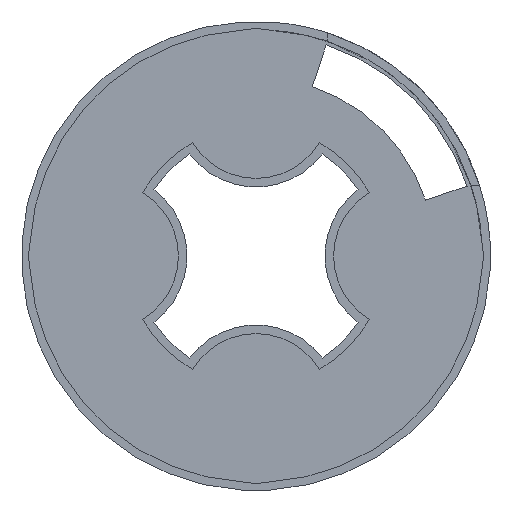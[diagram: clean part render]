
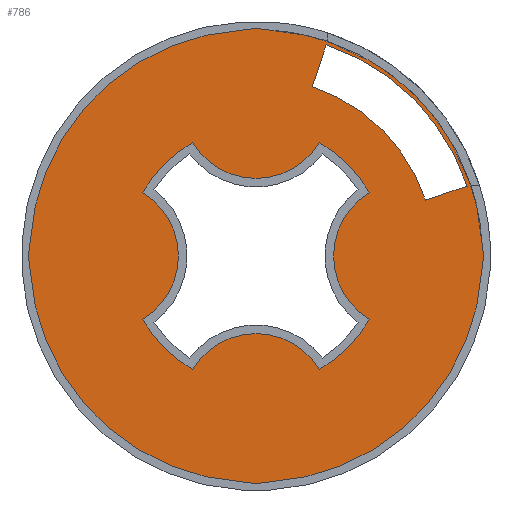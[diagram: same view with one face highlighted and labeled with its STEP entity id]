
A CAD part, front view. The second image highlights one B-rep face of the part: STEP entity #786.
In plain terms, the highlighted planar face has unit normal (0, -1, 0).
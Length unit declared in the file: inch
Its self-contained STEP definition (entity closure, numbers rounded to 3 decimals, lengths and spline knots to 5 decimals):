
#15=FACE_BOUND('',#93,.T.);
#16=FACE_BOUND('',#94,.T.);
#26=PLANE('',#871);
#49=FACE_OUTER_BOUND('',#92,.T.);
#92=EDGE_LOOP('',(#584,#585,#586,#587,#588,#589,#590,#591));
#93=EDGE_LOOP('',(#592,#593,#594,#595));
#94=EDGE_LOOP('',(#596,#597,#598,#599,#600,#601,#602,#603));
#126=LINE('',#1218,#182);
#130=LINE('',#1229,#186);
#182=VECTOR('',#946,0.3937);
#186=VECTOR('',#958,0.3937);
#236=CIRCLE('',#828,0.87946);
#238=CIRCLE('',#832,1.09659);
#256=CIRCLE('',#856,1.11571);
#257=CIRCLE('',#858,0.37);
#258=CIRCLE('',#860,1.11571);
#259=CIRCLE('',#862,0.37);
#260=CIRCLE('',#864,1.11571);
#261=CIRCLE('',#866,0.37);
#262=CIRCLE('',#868,1.11571);
#263=CIRCLE('',#870,0.37);
#264=CIRCLE('',#872,0.3675);
#265=CIRCLE('',#873,0.64);
#266=CIRCLE('',#874,0.3675);
#267=CIRCLE('',#875,0.64);
#268=CIRCLE('',#876,0.3675);
#269=CIRCLE('',#877,0.64);
#270=CIRCLE('',#878,0.3675);
#271=CIRCLE('',#879,0.64);
#300=VERTEX_POINT('',#1208);
#301=VERTEX_POINT('',#1209);
#304=VERTEX_POINT('',#1217);
#306=VERTEX_POINT('',#1223);
#332=VERTEX_POINT('',#1288);
#333=VERTEX_POINT('',#1290);
#334=VERTEX_POINT('',#1294);
#335=VERTEX_POINT('',#1298);
#336=VERTEX_POINT('',#1302);
#337=VERTEX_POINT('',#1306);
#338=VERTEX_POINT('',#1310);
#339=VERTEX_POINT('',#1314);
#340=VERTEX_POINT('',#1320);
#341=VERTEX_POINT('',#1321);
#342=VERTEX_POINT('',#1323);
#343=VERTEX_POINT('',#1325);
#344=VERTEX_POINT('',#1327);
#345=VERTEX_POINT('',#1329);
#346=VERTEX_POINT('',#1331);
#347=VERTEX_POINT('',#1333);
#380=EDGE_CURVE('',#300,#301,#236,.T.);
#384=EDGE_CURVE('',#301,#304,#126,.T.);
#387=EDGE_CURVE('',#304,#306,#238,.T.);
#390=EDGE_CURVE('',#306,#300,#130,.T.);
#421=EDGE_CURVE('',#333,#332,#256,.T.);
#423=EDGE_CURVE('',#334,#333,#257,.T.);
#425=EDGE_CURVE('',#335,#334,#258,.T.);
#427=EDGE_CURVE('',#336,#335,#259,.T.);
#429=EDGE_CURVE('',#337,#336,#260,.T.);
#431=EDGE_CURVE('',#338,#337,#261,.T.);
#433=EDGE_CURVE('',#339,#338,#262,.T.);
#435=EDGE_CURVE('',#332,#339,#263,.T.);
#436=EDGE_CURVE('',#340,#341,#264,.T.);
#437=EDGE_CURVE('',#341,#342,#265,.T.);
#438=EDGE_CURVE('',#342,#343,#266,.T.);
#439=EDGE_CURVE('',#343,#344,#267,.T.);
#440=EDGE_CURVE('',#344,#345,#268,.T.);
#441=EDGE_CURVE('',#345,#346,#269,.T.);
#442=EDGE_CURVE('',#346,#347,#270,.T.);
#443=EDGE_CURVE('',#347,#340,#271,.T.);
#584=ORIENTED_EDGE('',*,*,#421,.T.);
#585=ORIENTED_EDGE('',*,*,#435,.T.);
#586=ORIENTED_EDGE('',*,*,#433,.T.);
#587=ORIENTED_EDGE('',*,*,#431,.T.);
#588=ORIENTED_EDGE('',*,*,#429,.T.);
#589=ORIENTED_EDGE('',*,*,#427,.T.);
#590=ORIENTED_EDGE('',*,*,#425,.T.);
#591=ORIENTED_EDGE('',*,*,#423,.T.);
#592=ORIENTED_EDGE('',*,*,#380,.T.);
#593=ORIENTED_EDGE('',*,*,#384,.T.);
#594=ORIENTED_EDGE('',*,*,#387,.T.);
#595=ORIENTED_EDGE('',*,*,#390,.T.);
#596=ORIENTED_EDGE('',*,*,#436,.T.);
#597=ORIENTED_EDGE('',*,*,#437,.T.);
#598=ORIENTED_EDGE('',*,*,#438,.T.);
#599=ORIENTED_EDGE('',*,*,#439,.T.);
#600=ORIENTED_EDGE('',*,*,#440,.T.);
#601=ORIENTED_EDGE('',*,*,#441,.T.);
#602=ORIENTED_EDGE('',*,*,#442,.T.);
#603=ORIENTED_EDGE('',*,*,#443,.T.);
#786=ADVANCED_FACE('',(#49,#15,#16),#26,.F.);
#828=AXIS2_PLACEMENT_3D('',#1210,#938,#939);
#832=AXIS2_PLACEMENT_3D('',#1224,#951,#952);
#856=AXIS2_PLACEMENT_3D('',#1291,#1015,#1016);
#858=AXIS2_PLACEMENT_3D('',#1295,#1020,#1021);
#860=AXIS2_PLACEMENT_3D('',#1299,#1025,#1026);
#862=AXIS2_PLACEMENT_3D('',#1303,#1030,#1031);
#864=AXIS2_PLACEMENT_3D('',#1307,#1035,#1036);
#866=AXIS2_PLACEMENT_3D('',#1311,#1040,#1041);
#868=AXIS2_PLACEMENT_3D('',#1315,#1045,#1046);
#870=AXIS2_PLACEMENT_3D('',#1318,#1050,#1051);
#871=AXIS2_PLACEMENT_3D('',#1319,#1052,#1053);
#872=AXIS2_PLACEMENT_3D('',#1322,#1054,#1055);
#873=AXIS2_PLACEMENT_3D('',#1324,#1056,#1057);
#874=AXIS2_PLACEMENT_3D('',#1326,#1058,#1059);
#875=AXIS2_PLACEMENT_3D('',#1328,#1060,#1061);
#876=AXIS2_PLACEMENT_3D('',#1330,#1062,#1063);
#877=AXIS2_PLACEMENT_3D('',#1332,#1064,#1065);
#878=AXIS2_PLACEMENT_3D('',#1334,#1066,#1067);
#879=AXIS2_PLACEMENT_3D('',#1335,#1068,#1069);
#938=DIRECTION('center_axis',(0.,-1.,0.));
#939=DIRECTION('ref_axis',(0.315,0.,0.949));
#946=DIRECTION('',(0.315,0.,0.949));
#951=DIRECTION('center_axis',(0.,1.,0.));
#952=DIRECTION('ref_axis',(0.315,0.,0.949));
#958=DIRECTION('',(-0.95,0.,-0.314));
#1015=DIRECTION('center_axis',(0.,-1.,0.));
#1016=DIRECTION('ref_axis',(-0.998,0.,0.061));
#1020=DIRECTION('center_axis',(0.,-1.,0.));
#1021=DIRECTION('ref_axis',(-0.185,0.,0.983));
#1025=DIRECTION('center_axis',(0.,-1.,0.));
#1026=DIRECTION('ref_axis',(0.061,0.,0.998));
#1030=DIRECTION('center_axis',(0.,-1.,0.));
#1031=DIRECTION('ref_axis',(0.983,0.,0.185));
#1035=DIRECTION('center_axis',(0.,-1.,0.));
#1036=DIRECTION('ref_axis',(0.998,0.,-0.061));
#1040=DIRECTION('center_axis',(0.,-1.,0.));
#1041=DIRECTION('ref_axis',(0.185,0.,-0.983));
#1045=DIRECTION('center_axis',(0.,-1.,0.));
#1046=DIRECTION('ref_axis',(-0.061,0.,-0.998));
#1050=DIRECTION('center_axis',(0.,-1.,0.));
#1051=DIRECTION('ref_axis',(-0.983,0.,-0.185));
#1052=DIRECTION('center_axis',(0.,1.,0.));
#1053=DIRECTION('ref_axis',(-1.,0.,0.));
#1054=DIRECTION('center_axis',(0.,-1.,0.));
#1055=DIRECTION('ref_axis',(1.,0.,0.));
#1056=DIRECTION('center_axis',(0.,1.,0.));
#1057=DIRECTION('ref_axis',(1.,0.,0.));
#1058=DIRECTION('center_axis',(0.,-1.,0.));
#1059=DIRECTION('ref_axis',(1.,0.,0.));
#1060=DIRECTION('center_axis',(0.,1.,0.));
#1061=DIRECTION('ref_axis',(1.,0.,0.));
#1062=DIRECTION('center_axis',(0.,-1.,0.));
#1063=DIRECTION('ref_axis',(1.,0.,0.));
#1064=DIRECTION('center_axis',(0.,1.,0.));
#1065=DIRECTION('ref_axis',(1.,0.,0.));
#1066=DIRECTION('center_axis',(0.,-1.,0.));
#1067=DIRECTION('ref_axis',(1.,0.,0.));
#1068=DIRECTION('center_axis',(0.,1.,0.));
#1069=DIRECTION('ref_axis',(1.,0.,0.));
#1208=CARTESIAN_POINT('',(0.83512,0.35,0.27575));
#1209=CARTESIAN_POINT('',(0.27745,0.35,0.83455));
#1210=CARTESIAN_POINT('Origin',(0.,0.35,0.));
#1217=CARTESIAN_POINT('',(0.34595,0.35,1.04059));
#1218=CARTESIAN_POINT('',(0.17298,0.35,0.52029));
#1223=CARTESIAN_POINT('',(1.04129,0.35,0.34382));
#1224=CARTESIAN_POINT('Origin',(0.,0.35,0.));
#1229=CARTESIAN_POINT('',(0.41756,0.35,0.13787));
#1288=CARTESIAN_POINT('',(-1.1136,0.35,0.0685));
#1290=CARTESIAN_POINT('',(-0.0685,0.35,1.1136));
#1291=CARTESIAN_POINT('Origin',(0.,0.35,0.));
#1294=CARTESIAN_POINT('',(0.0685,0.35,1.1136));
#1295=CARTESIAN_POINT('Origin',(0.,0.35,0.75));
#1298=CARTESIAN_POINT('',(1.1136,0.35,0.0685));
#1299=CARTESIAN_POINT('Origin',(0.,0.35,0.));
#1302=CARTESIAN_POINT('',(1.1136,0.35,-0.0685));
#1303=CARTESIAN_POINT('Origin',(0.75,0.35,0.));
#1306=CARTESIAN_POINT('',(0.0685,0.35,-1.1136));
#1307=CARTESIAN_POINT('Origin',(0.,0.35,0.));
#1310=CARTESIAN_POINT('',(-0.0685,0.35,-1.1136));
#1311=CARTESIAN_POINT('Origin',(0.,0.35,-0.75));
#1314=CARTESIAN_POINT('',(-1.1136,0.35,-0.0685));
#1315=CARTESIAN_POINT('Origin',(0.,0.35,0.));
#1318=CARTESIAN_POINT('Origin',(-0.75,0.35,0.));
#1319=CARTESIAN_POINT('Origin',(0.,0.35,0.));
#1320=CARTESIAN_POINT('',(0.55803,0.35,0.31337));
#1321=CARTESIAN_POINT('',(0.55803,0.35,-0.31337));
#1322=CARTESIAN_POINT('Origin',(0.75,0.35,0.));
#1323=CARTESIAN_POINT('',(0.31337,0.35,-0.55803));
#1324=CARTESIAN_POINT('Origin',(0.,0.35,0.));
#1325=CARTESIAN_POINT('',(-0.31337,0.35,-0.55803));
#1326=CARTESIAN_POINT('Origin',(0.,0.35,-0.75));
#1327=CARTESIAN_POINT('',(-0.55803,0.35,-0.31337));
#1328=CARTESIAN_POINT('Origin',(0.,0.35,0.));
#1329=CARTESIAN_POINT('',(-0.55803,0.35,0.31337));
#1330=CARTESIAN_POINT('Origin',(-0.75,0.35,0.));
#1331=CARTESIAN_POINT('',(-0.31337,0.35,0.55803));
#1332=CARTESIAN_POINT('Origin',(0.,0.35,0.));
#1333=CARTESIAN_POINT('',(0.31337,0.35,0.55803));
#1334=CARTESIAN_POINT('Origin',(0.,0.35,0.75));
#1335=CARTESIAN_POINT('Origin',(0.,0.35,0.));
